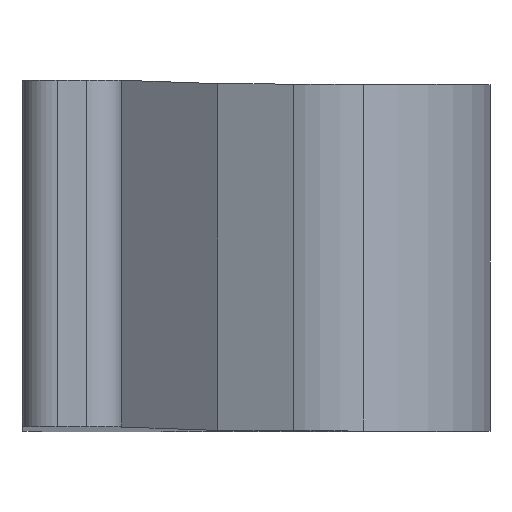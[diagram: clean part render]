
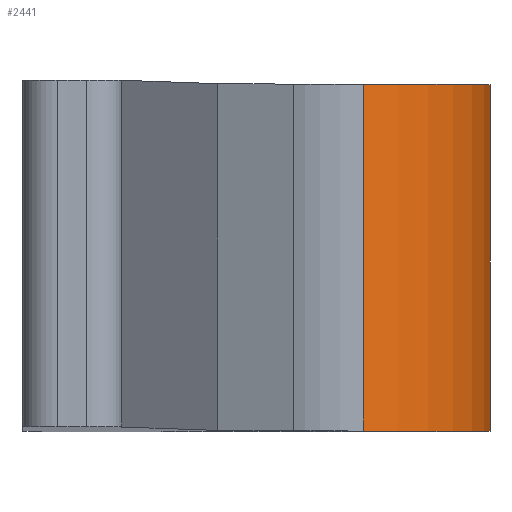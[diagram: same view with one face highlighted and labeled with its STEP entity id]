
A CAD part, top view. The second image highlights one B-rep face of the part: STEP entity #2441.
In plain terms, the highlighted cylindrical face has radius 13.343 mm (diameter 26.686 mm), a partial arc.
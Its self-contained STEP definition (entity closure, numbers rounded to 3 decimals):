
#154=FACE_OUTER_BOUND('',#286,.T.);
#286=EDGE_LOOP('',(#1687,#1688,#1689,#1690));
#422=LINE('',#3671,#683);
#429=LINE('',#3688,#690);
#683=VECTOR('',#2925,10.);
#690=VECTOR('',#2944,10.);
#941=CIRCLE('',#2645,13.343);
#949=CIRCLE('',#2661,13.343);
#1033=VERTEX_POINT('',#3648);
#1034=VERTEX_POINT('',#3650);
#1041=VERTEX_POINT('',#3670);
#1045=VERTEX_POINT('',#3686);
#1281=EDGE_CURVE('',#1034,#1033,#941,.T.);
#1291=EDGE_CURVE('',#1034,#1041,#422,.T.);
#1300=EDGE_CURVE('',#1033,#1045,#429,.T.);
#1301=EDGE_CURVE('',#1041,#1045,#949,.T.);
#1687=ORIENTED_EDGE('',*,*,#1281,.T.);
#1688=ORIENTED_EDGE('',*,*,#1300,.T.);
#1689=ORIENTED_EDGE('',*,*,#1301,.F.);
#1690=ORIENTED_EDGE('',*,*,#1291,.F.);
#2385=CYLINDRICAL_SURFACE('',#2660,13.343);
#2441=ADVANCED_FACE('',(#154),#2385,.T.);
#2645=AXIS2_PLACEMENT_3D('',#3651,#2903,#2904);
#2660=AXIS2_PLACEMENT_3D('',#3689,#2945,#2946);
#2661=AXIS2_PLACEMENT_3D('',#3690,#2947,#2948);
#2903=DIRECTION('center_axis',(0.,1.,0.));
#2904=DIRECTION('ref_axis',(0.451,0.,0.892));
#2925=DIRECTION('',(0.,1.,0.));
#2944=DIRECTION('',(0.,1.,0.));
#2945=DIRECTION('center_axis',(0.,1.,0.));
#2946=DIRECTION('ref_axis',(0.55,0.,-0.835));
#2947=DIRECTION('center_axis',(0.,1.,0.));
#2948=DIRECTION('ref_axis',(0.451,0.,0.892));
#3648=CARTESIAN_POINT('',(0.356,0.,12.625));
#3650=CARTESIAN_POINT('',(19.697,0.,25.365));
#3651=CARTESIAN_POINT('Origin',(13.673,0.,13.459));
#3670=CARTESIAN_POINT('',(19.697,20.,25.365));
#3671=CARTESIAN_POINT('',(19.697,0.,25.365));
#3686=CARTESIAN_POINT('',(0.356,20.,12.625));
#3688=CARTESIAN_POINT('',(0.356,0.,12.625));
#3689=CARTESIAN_POINT('Origin',(13.673,0.,13.459));
#3690=CARTESIAN_POINT('Origin',(13.673,20.,13.459));
